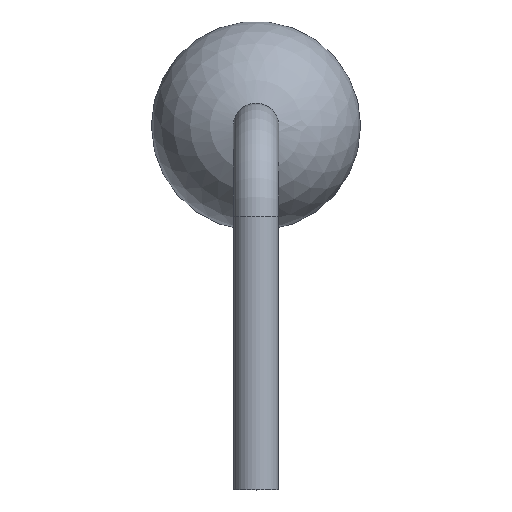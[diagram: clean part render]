
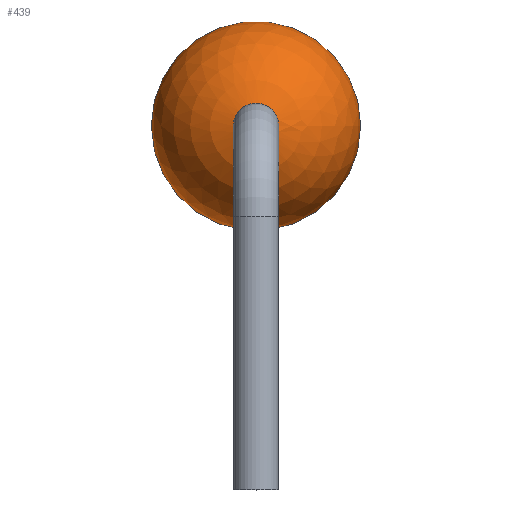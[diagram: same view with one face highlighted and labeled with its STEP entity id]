
A CAD part, left-side view. The second image highlights one B-rep face of the part: STEP entity #439.
In plain terms, the highlighted spherical face has radius 1.15 mm.
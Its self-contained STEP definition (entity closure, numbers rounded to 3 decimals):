
#42=SPHERICAL_SURFACE('',#577,1.15);
#149=FACE_OUTER_BOUND('',#181,.T.);
#181=EDGE_LOOP('',(#389,#390,#391,#392));
#211=CIRCLE('',#574,1.025);
#212=CIRCLE('',#575,1.025);
#214=CIRCLE('',#578,1.15);
#245=VERTEX_POINT('',#868);
#246=VERTEX_POINT('',#870);
#247=VERTEX_POINT('',#875);
#294=EDGE_CURVE('',#245,#246,#211,.T.);
#295=EDGE_CURVE('',#246,#245,#212,.T.);
#297=EDGE_CURVE('',#247,#246,#214,.T.);
#389=ORIENTED_EDGE('',*,*,#294,.F.);
#390=ORIENTED_EDGE('',*,*,#295,.F.);
#391=ORIENTED_EDGE('',*,*,#297,.F.);
#392=ORIENTED_EDGE('',*,*,#297,.T.);
#439=ADVANCED_FACE('',(#149),#42,.T.);
#574=AXIS2_PLACEMENT_3D('',#871,#727,#728);
#575=AXIS2_PLACEMENT_3D('',#872,#729,#730);
#577=AXIS2_PLACEMENT_3D('',#874,#733,#734);
#578=AXIS2_PLACEMENT_3D('',#876,#735,#736);
#727=DIRECTION('center_axis',(1.,0.,0.));
#728=DIRECTION('ref_axis',(0.,1.,0.));
#729=DIRECTION('center_axis',(1.,0.,0.));
#730=DIRECTION('ref_axis',(0.,1.,0.));
#733=DIRECTION('center_axis',(-1.,0.,0.));
#734=DIRECTION('ref_axis',(0.,1.,0.));
#735=DIRECTION('center_axis',(0.,0.,1.));
#736=DIRECTION('ref_axis',(0.,-1.,0.));
#868=CARTESIAN_POINT('',(-1.328,0.,-1.025));
#870=CARTESIAN_POINT('',(-1.328,-1.025,0.));
#871=CARTESIAN_POINT('Origin',(-1.328,0.,0.));
#872=CARTESIAN_POINT('Origin',(-1.328,0.,0.));
#874=CARTESIAN_POINT('Origin',(-1.85,0.,0.));
#875=CARTESIAN_POINT('',(-3.,0.,0.));
#876=CARTESIAN_POINT('Origin',(-1.85,0.,0.));
